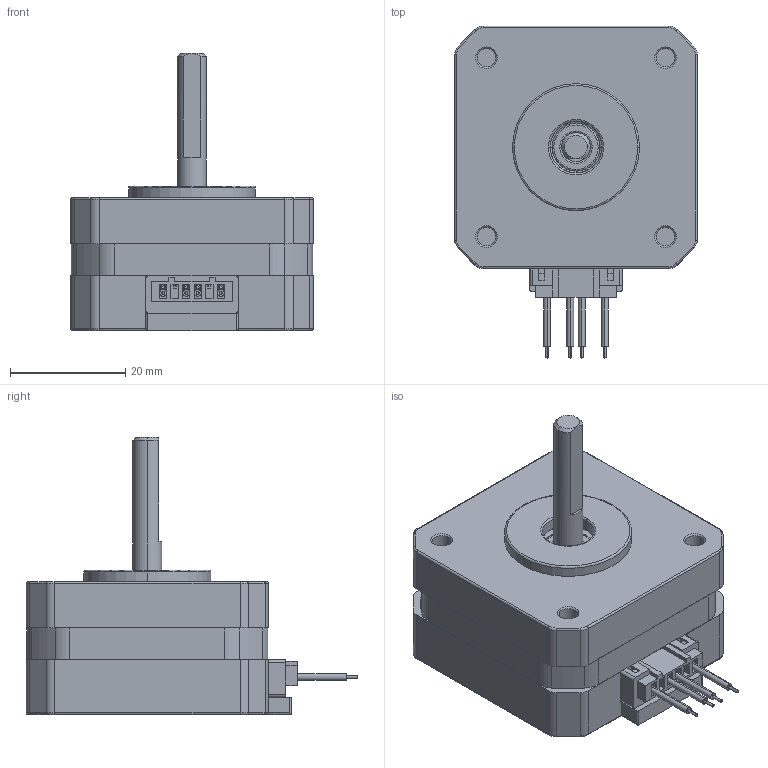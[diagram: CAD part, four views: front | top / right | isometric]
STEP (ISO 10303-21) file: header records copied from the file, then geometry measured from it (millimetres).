
FILE_DESCRIPTION (( 'STEP AP214' ), '1' );
FILE_NAME ('Nema 17 Pan Cake Motor (1).STEP', '2025-09-18T19:08:09', ( '' ), ( '' ), 'SwSTEP 2.0', 'SolidWorks 2024', '' );
FILE_SCHEMA (( 'AUTOMOTIVE_DESIGN' ));
Length unit declared in the file: metre
Products named in the file (1): Nema 17 Pan Cake Motor (1)
Bounding box: 42 x 57.5 x 48 mm (x, y, z)
Volume: 40360.9 mm3; surface area: 11038.7 mm2
Topology: 1 solids, 7 shells, 643 faces, 1544 edges, 953 vertices
Faces by surface type: plane 334, cylinder 205, torus 56, cone 27, sphere 21
Entity records: 25534 total; most frequent: CARTESIAN_POINT 3353, DIRECTION 3263, ORIENTED_EDGE 3046, EDGE_CURVE 1523, AXIS2_PLACEMENT_3D 1153, LINE 957, VECTOR 957, VERTEX_POINT 953
